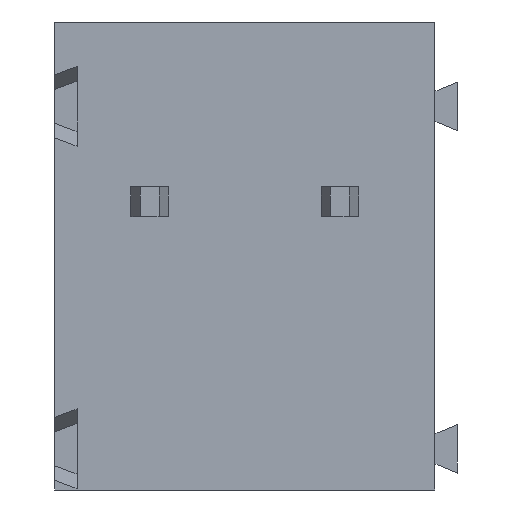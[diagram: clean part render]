
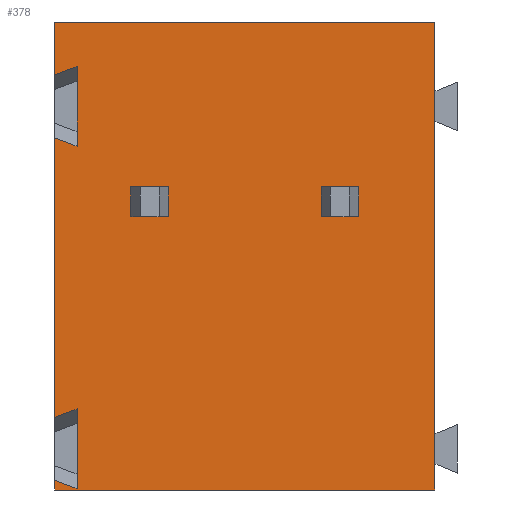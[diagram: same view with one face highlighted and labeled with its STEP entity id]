
A CAD part, front view. The second image highlights one B-rep face of the part: STEP entity #378.
In plain terms, the highlighted planar face has unit normal (0, -1, 0).
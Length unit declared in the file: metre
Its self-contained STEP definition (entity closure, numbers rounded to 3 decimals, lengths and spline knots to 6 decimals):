
#378=ADVANCED_FACE('',(#914,#915,#916),#917,.T.);
#914=FACE_OUTER_BOUND('',#1613,.T.);
#915=FACE_BOUND('',#1614,.T.);
#916=FACE_BOUND('',#1615,.T.);
#917=PLANE('',#1616);
#1613=EDGE_LOOP('',(#2768,#2769,#2770,#2771,#2772,#2773,#2774,#2775,#2776,#2777,#2778,#2779));
#1614=EDGE_LOOP('',(#2780,#2781,#2782,#2783));
#1615=EDGE_LOOP('',(#2784,#2785,#2786,#2787));
#1616=AXIS2_PLACEMENT_3D('',#2788,#2789,#2790);
#2768=ORIENTED_EDGE('',*,*,#4606,.F.);
#2769=ORIENTED_EDGE('',*,*,#4607,.T.);
#2770=ORIENTED_EDGE('',*,*,#4608,.T.);
#2771=ORIENTED_EDGE('',*,*,#4609,.F.);
#2772=ORIENTED_EDGE('',*,*,#4610,.T.);
#2773=ORIENTED_EDGE('',*,*,#4611,.T.);
#2774=ORIENTED_EDGE('',*,*,#4526,.T.);
#2775=ORIENTED_EDGE('',*,*,#4612,.T.);
#2776=ORIENTED_EDGE('',*,*,#4613,.T.);
#2777=ORIENTED_EDGE('',*,*,#4614,.T.);
#2778=ORIENTED_EDGE('',*,*,#4535,.T.);
#2779=ORIENTED_EDGE('',*,*,#4615,.F.);
#2780=ORIENTED_EDGE('',*,*,#4616,.F.);
#2781=ORIENTED_EDGE('',*,*,#4617,.F.);
#2782=ORIENTED_EDGE('',*,*,#4618,.T.);
#2783=ORIENTED_EDGE('',*,*,#4619,.F.);
#2784=ORIENTED_EDGE('',*,*,#4243,.F.);
#2785=ORIENTED_EDGE('',*,*,#4265,.F.);
#2786=ORIENTED_EDGE('',*,*,#4620,.T.);
#2787=ORIENTED_EDGE('',*,*,#4374,.F.);
#2788=CARTESIAN_POINT('',(-0.007647,-0.009498,-0.0125));
#2789=DIRECTION('',(0.,-1.0,0.));
#2790=DIRECTION('',(0.,0.,1.0));
#4243=EDGE_CURVE('',#5106,#5108,#5109,.T.);
#4265=EDGE_CURVE('',#5144,#5106,#5146,.T.);
#4374=EDGE_CURVE('',#5108,#5342,#5343,.T.);
#4526=EDGE_CURVE('',#5592,#5596,#5598,.T.);
#4535=EDGE_CURVE('',#5610,#5611,#5612,.T.);
#4606=EDGE_CURVE('',#5720,#5721,#5722,.T.);
#4607=EDGE_CURVE('',#5720,#5723,#5724,.T.);
#4608=EDGE_CURVE('',#5723,#5725,#5726,.T.);
#4609=EDGE_CURVE('',#5727,#5725,#5728,.T.);
#4610=EDGE_CURVE('',#5727,#5729,#5730,.T.);
#4611=EDGE_CURVE('',#5729,#5592,#5731,.T.);
#4612=EDGE_CURVE('',#5596,#5732,#5733,.T.);
#4613=EDGE_CURVE('',#5732,#5734,#5735,.T.);
#4614=EDGE_CURVE('',#5734,#5610,#5736,.T.);
#4615=EDGE_CURVE('',#5721,#5611,#5737,.T.);
#4616=EDGE_CURVE('',#5738,#5739,#5740,.T.);
#4617=EDGE_CURVE('',#5741,#5738,#5742,.T.);
#4618=EDGE_CURVE('',#5741,#5743,#5744,.T.);
#4619=EDGE_CURVE('',#5739,#5743,#5745,.T.);
#4620=EDGE_CURVE('',#5144,#5342,#5746,.T.);
#5106=VERTEX_POINT('',#6376);
#5108=VERTEX_POINT('',#6379);
#5109=LINE('',#6380,#6381);
#5144=VERTEX_POINT('',#6429);
#5146=LINE('',#6432,#6433);
#5342=VERTEX_POINT('',#6714);
#5343=LINE('',#6715,#6716);
#5592=VERTEX_POINT('',#7081);
#5596=VERTEX_POINT('',#7087);
#5598=LINE('',#7090,#7091);
#5610=VERTEX_POINT('',#7108);
#5611=VERTEX_POINT('',#7109);
#5612=LINE('',#7110,#7111);
#5720=VERTEX_POINT('',#7274);
#5721=VERTEX_POINT('',#7275);
#5722=LINE('',#7276,#7277);
#5723=VERTEX_POINT('',#7278);
#5724=LINE('',#7279,#7280);
#5725=VERTEX_POINT('',#7281);
#5726=LINE('',#7282,#7283);
#5727=VERTEX_POINT('',#7284);
#5728=LINE('',#7285,#7286);
#5729=VERTEX_POINT('',#7287);
#5730=LINE('',#7288,#7289);
#5731=LINE('',#7290,#7291);
#5732=VERTEX_POINT('',#7292);
#5733=LINE('',#7293,#7294);
#5734=VERTEX_POINT('',#7295);
#5735=LINE('',#7296,#7297);
#5736=LINE('',#7298,#7299);
#5737=LINE('',#7300,#7301);
#5738=VERTEX_POINT('',#7302);
#5739=VERTEX_POINT('',#7303);
#5740=LINE('',#7304,#7305);
#5741=VERTEX_POINT('',#7306);
#5742=LINE('',#7307,#7308);
#5743=VERTEX_POINT('',#7309);
#5744=LINE('',#7310,#7311);
#5745=LINE('',#7312,#7313);
#5746=LINE('',#7314,#7315);
#6376=CARTESIAN_POINT('',(-0.000527,-0.009498,-0.0044));
#6379=CARTESIAN_POINT('',(-0.000527,-0.009498,-0.0052));
#6380=CARTESIAN_POINT('',(-0.000527,-0.009498,-0.0125));
#6381=VECTOR('',#8107,1.0);
#6429=CARTESIAN_POINT('',(0.000473,-0.009498,-0.0044));
#6432=CARTESIAN_POINT('',(-0.002567,-0.009498,-0.0044));
#6433=VECTOR('',#8128,1.0);
#6714=CARTESIAN_POINT('',(0.000473,-0.009498,-0.0052));
#6715=CARTESIAN_POINT('',(-0.002567,-0.009498,-0.0052));
#6716=VECTOR('',#8235,1.0);
#7081=CARTESIAN_POINT('',(-0.002567,-0.009498,-0.010561));
#7087=CARTESIAN_POINT('',(-0.001967,-0.009498,-0.010336));
#7090=CARTESIAN_POINT('',(-0.003204,-0.009498,-0.0108));
#7091=VECTOR('',#8376,1.0);
#7108=CARTESIAN_POINT('',(-0.002567,-0.009498,-0.0125));
#7109=CARTESIAN_POINT('',(0.007593,-0.009498,-0.0125));
#7110=CARTESIAN_POINT('',(-0.007647,-0.009498,-0.0125));
#7111=VECTOR('',#8382,1.0);
#7274=CARTESIAN_POINT('',(-0.002567,-0.009498,0.));
#7275=CARTESIAN_POINT('',(0.007593,-0.009498,0.));
#7276=CARTESIAN_POINT('',(-0.007647,-0.009498,0.));
#7277=VECTOR('',#8453,1.0);
#7278=CARTESIAN_POINT('',(-0.002567,-0.009498,-0.001415));
#7279=CARTESIAN_POINT('',(-0.002567,-0.009498,-0.0125));
#7280=VECTOR('',#8454,1.0);
#7281=CARTESIAN_POINT('',(-0.001967,-0.009498,-0.00119));
#7282=CARTESIAN_POINT('',(-0.002095,-0.009498,-0.001238));
#7283=VECTOR('',#8455,1.0);
#7284=CARTESIAN_POINT('',(-0.001967,-0.009498,-0.003317));
#7285=CARTESIAN_POINT('',(-0.001967,-0.009498,-0.0125));
#7286=VECTOR('',#8456,1.0);
#7287=CARTESIAN_POINT('',(-0.002567,-0.009498,-0.003092));
#7288=CARTESIAN_POINT('',(-0.002695,-0.009498,-0.003044));
#7289=VECTOR('',#8457,1.0);
#7290=CARTESIAN_POINT('',(-0.002567,-0.009498,-0.0125));
#7291=VECTOR('',#8458,1.0);
#7292=CARTESIAN_POINT('',(-0.001967,-0.009498,-0.012464));
#7293=CARTESIAN_POINT('',(-0.001967,-0.009498,-0.0125));
#7294=VECTOR('',#8459,1.0);
#7295=CARTESIAN_POINT('',(-0.002567,-0.009498,-0.012239));
#7296=CARTESIAN_POINT('',(-0.002481,-0.009498,-0.012271));
#7297=VECTOR('',#8460,1.0);
#7298=CARTESIAN_POINT('',(-0.002567,-0.009498,-0.0125));
#7299=VECTOR('',#8461,1.0);
#7300=CARTESIAN_POINT('',(0.007593,-0.009498,-0.0125));
#7301=VECTOR('',#8462,1.0);
#7302=CARTESIAN_POINT('',(0.004553,-0.009498,-0.0044));
#7303=CARTESIAN_POINT('',(0.004553,-0.009498,-0.0052));
#7304=CARTESIAN_POINT('',(0.004553,-0.009498,-0.0125));
#7305=VECTOR('',#8463,1.0);
#7306=CARTESIAN_POINT('',(0.005553,-0.009498,-0.0044));
#7307=CARTESIAN_POINT('',(-0.007647,-0.009498,-0.0044));
#7308=VECTOR('',#8464,1.0);
#7309=CARTESIAN_POINT('',(0.005553,-0.009498,-0.0052));
#7310=CARTESIAN_POINT('',(0.005553,-0.009498,-0.0125));
#7311=VECTOR('',#8465,1.0);
#7312=CARTESIAN_POINT('',(-0.007647,-0.009498,-0.0052));
#7313=VECTOR('',#8466,1.0);
#7314=CARTESIAN_POINT('',(0.000473,-0.009498,-0.0125));
#7315=VECTOR('',#8467,1.0);
#8107=DIRECTION('',(0.,0.,-1.0));
#8128=DIRECTION('',(-1.0,0.,0.));
#8235=DIRECTION('',(1.0,0.,0.));
#8376=DIRECTION('',(0.936,0.,0.351));
#8382=DIRECTION('',(1.0,0.,0.));
#8453=DIRECTION('',(1.0,0.,0.));
#8454=DIRECTION('',(0.,0.,-1.0));
#8455=DIRECTION('',(0.936,0.,0.351));
#8456=DIRECTION('',(0.,0.,1.0));
#8457=DIRECTION('',(-0.936,0.,0.351));
#8458=DIRECTION('',(0.,0.,-1.0));
#8459=DIRECTION('',(0.,0.,-1.0));
#8460=DIRECTION('',(-0.936,0.,0.351));
#8461=DIRECTION('',(0.,0.,-1.0));
#8462=DIRECTION('',(0.,0.,-1.0));
#8463=DIRECTION('',(0.,0.,-1.0));
#8464=DIRECTION('',(-1.0,0.,0.));
#8465=DIRECTION('',(0.,0.,-1.0));
#8466=DIRECTION('',(1.0,0.,0.));
#8467=DIRECTION('',(0.,0.,-1.0));
